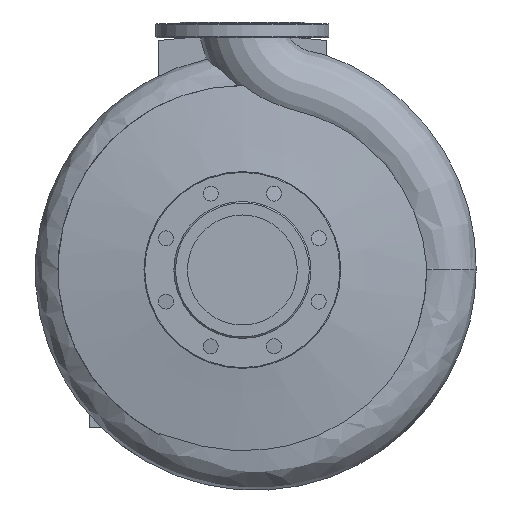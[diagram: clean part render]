
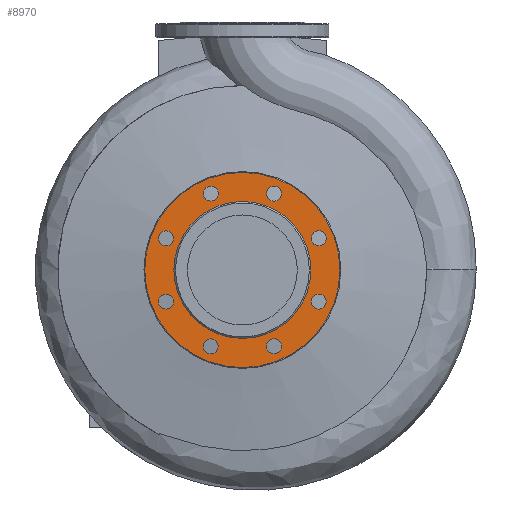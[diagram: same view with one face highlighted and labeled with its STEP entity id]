
A CAD part, left-side view. The second image highlights one B-rep face of the part: STEP entity #8970.
In plain terms, the highlighted planar face has unit normal (-1, 0, 0).
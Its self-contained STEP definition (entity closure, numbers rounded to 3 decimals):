
#321=FACE_BOUND('',#1936,.T.);
#322=FACE_BOUND('',#1937,.T.);
#323=FACE_BOUND('',#1938,.T.);
#324=FACE_BOUND('',#1939,.T.);
#325=FACE_BOUND('',#1940,.T.);
#326=FACE_BOUND('',#1941,.T.);
#327=FACE_BOUND('',#1942,.T.);
#328=FACE_BOUND('',#1943,.T.);
#329=FACE_BOUND('',#1944,.T.);
#506=CIRCLE('',#9636,9.5);
#508=CIRCLE('',#9639,9.5);
#510=CIRCLE('',#9642,9.5);
#512=CIRCLE('',#9645,9.5);
#514=CIRCLE('',#9648,9.5);
#516=CIRCLE('',#9651,9.5);
#518=CIRCLE('',#9654,9.5);
#520=CIRCLE('',#9657,9.5);
#521=CIRCLE('',#9659,87.);
#523=CIRCLE('',#9662,124.);
#928=PLANE('',#9661);
#1313=FACE_OUTER_BOUND('',#1935,.T.);
#1935=EDGE_LOOP('',(#7088));
#1936=EDGE_LOOP('',(#7089));
#1937=EDGE_LOOP('',(#7090));
#1938=EDGE_LOOP('',(#7091));
#1939=EDGE_LOOP('',(#7092));
#1940=EDGE_LOOP('',(#7093));
#1941=EDGE_LOOP('',(#7094));
#1942=EDGE_LOOP('',(#7095));
#1943=EDGE_LOOP('',(#7096));
#1944=EDGE_LOOP('',(#7097));
#4273=VERTEX_POINT('',#14998);
#4275=VERTEX_POINT('',#15003);
#4277=VERTEX_POINT('',#15008);
#4279=VERTEX_POINT('',#15013);
#4281=VERTEX_POINT('',#15018);
#4283=VERTEX_POINT('',#15023);
#4285=VERTEX_POINT('',#15028);
#4287=VERTEX_POINT('',#15033);
#4288=VERTEX_POINT('',#15036);
#4290=VERTEX_POINT('',#15041);
#5299=EDGE_CURVE('',#4273,#4273,#506,.T.);
#5301=EDGE_CURVE('',#4275,#4275,#508,.T.);
#5303=EDGE_CURVE('',#4277,#4277,#510,.T.);
#5305=EDGE_CURVE('',#4279,#4279,#512,.T.);
#5307=EDGE_CURVE('',#4281,#4281,#514,.T.);
#5309=EDGE_CURVE('',#4283,#4283,#516,.T.);
#5311=EDGE_CURVE('',#4285,#4285,#518,.T.);
#5313=EDGE_CURVE('',#4287,#4287,#520,.T.);
#5314=EDGE_CURVE('',#4288,#4288,#521,.T.);
#5316=EDGE_CURVE('',#4290,#4290,#523,.T.);
#7088=ORIENTED_EDGE('',*,*,#5316,.T.);
#7089=ORIENTED_EDGE('',*,*,#5299,.F.);
#7090=ORIENTED_EDGE('',*,*,#5301,.F.);
#7091=ORIENTED_EDGE('',*,*,#5303,.F.);
#7092=ORIENTED_EDGE('',*,*,#5305,.F.);
#7093=ORIENTED_EDGE('',*,*,#5307,.F.);
#7094=ORIENTED_EDGE('',*,*,#5309,.F.);
#7095=ORIENTED_EDGE('',*,*,#5311,.F.);
#7096=ORIENTED_EDGE('',*,*,#5313,.F.);
#7097=ORIENTED_EDGE('',*,*,#5314,.F.);
#8970=ADVANCED_FACE('',(#1313,#321,#322,#323,#324,#325,#326,#327,#328,#329),
#928,.F.);
#9636=AXIS2_PLACEMENT_3D('',#14999,#11232,#11233);
#9639=AXIS2_PLACEMENT_3D('',#15004,#11238,#11239);
#9642=AXIS2_PLACEMENT_3D('',#15009,#11244,#11245);
#9645=AXIS2_PLACEMENT_3D('',#15014,#11250,#11251);
#9648=AXIS2_PLACEMENT_3D('',#15019,#11256,#11257);
#9651=AXIS2_PLACEMENT_3D('',#15024,#11262,#11263);
#9654=AXIS2_PLACEMENT_3D('',#15029,#11268,#11269);
#9657=AXIS2_PLACEMENT_3D('',#15034,#11274,#11275);
#9659=AXIS2_PLACEMENT_3D('',#15037,#11278,#11279);
#9661=AXIS2_PLACEMENT_3D('',#15040,#11282,#11283);
#9662=AXIS2_PLACEMENT_3D('',#15042,#11284,#11285);
#11232=DIRECTION('center_axis',(-1.,0.,0.));
#11233=DIRECTION('ref_axis',(0.,0.707,-0.707));
#11238=DIRECTION('center_axis',(-1.,0.,0.));
#11239=DIRECTION('ref_axis',(0.,1.,0.));
#11244=DIRECTION('center_axis',(-1.,0.,0.));
#11245=DIRECTION('ref_axis',(0.,0.707,0.707));
#11250=DIRECTION('center_axis',(-1.,0.,0.));
#11251=DIRECTION('ref_axis',(0.,0.,
1.));
#11256=DIRECTION('center_axis',(-1.,0.,0.));
#11257=DIRECTION('ref_axis',(0.,-0.707,0.707));
#11262=DIRECTION('center_axis',(-1.,0.,0.));
#11263=DIRECTION('ref_axis',(0.,-1.,0.));
#11268=DIRECTION('center_axis',(-1.,0.,0.));
#11269=DIRECTION('ref_axis',(0.,-0.707,-0.707));
#11274=DIRECTION('center_axis',(-1.,0.,0.));
#11275=DIRECTION('ref_axis',(0.,0.,-1.));
#11278=DIRECTION('center_axis',(-1.,0.,0.));
#11279=DIRECTION('ref_axis',(0.,-1.,0.));
#11282=DIRECTION('center_axis',(1.,0.,0.));
#11283=DIRECTION('ref_axis',(0.,0.,1.));
#11284=DIRECTION('center_axis',(-1.,0.,0.));
#11285=DIRECTION('ref_axis',(0.,-1.,0.));
#14998=CARTESIAN_POINT('',(-138.,-103.725,166.536));
#14999=CARTESIAN_POINT('Origin',(-138.,-97.007,159.818));
#15003=CARTESIAN_POINT('',(-138.,-49.682,102.993));
#15004=CARTESIAN_POINT('Origin',(-138.,-40.182,102.993));
#15008=CARTESIAN_POINT('',(-138.,33.464,96.275));
#15009=CARTESIAN_POINT('Origin',(-138.,40.182,102.993));
#15013=CARTESIAN_POINT('',(-138.,97.007,150.318));
#15014=CARTESIAN_POINT('Origin',(-138.,97.007,159.818));
#15018=CARTESIAN_POINT('',(-138.,103.725,233.464));
#15019=CARTESIAN_POINT('Origin',(-138.,97.007,240.182));
#15023=CARTESIAN_POINT('',(-138.,49.682,297.007));
#15024=CARTESIAN_POINT('Origin',(-138.,40.182,297.007));
#15028=CARTESIAN_POINT('',(-138.,-33.464,303.725));
#15029=CARTESIAN_POINT('Origin',(-138.,-40.182,297.007));
#15033=CARTESIAN_POINT('',(-138.,-97.007,249.682));
#15034=CARTESIAN_POINT('Origin',(-138.,-97.007,240.182));
#15036=CARTESIAN_POINT('',(-138.,-87.,200.));
#15037=CARTESIAN_POINT('Origin',(-138.,0.,200.));
#15040=CARTESIAN_POINT('Origin',(-138.,-105.5,200.));
#15041=CARTESIAN_POINT('',(-138.,-124.,200.));
#15042=CARTESIAN_POINT('Origin',(-138.,0.,200.));
